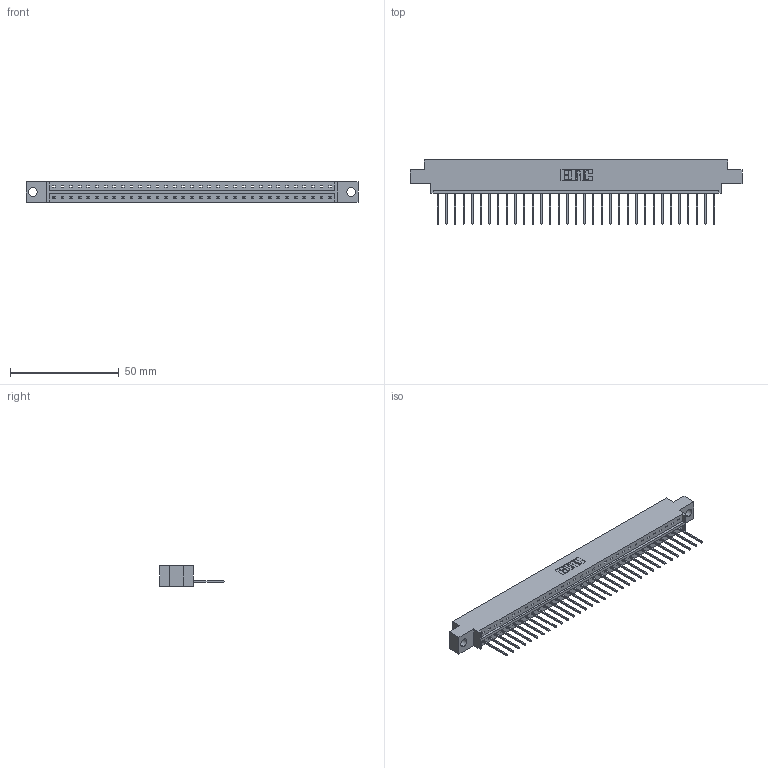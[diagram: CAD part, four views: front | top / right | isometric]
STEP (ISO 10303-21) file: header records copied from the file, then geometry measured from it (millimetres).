
FILE_DESCRIPTION (( 'STEP AP203' ), '1' );
FILE_NAME ('333-033-540-604.STEP', '2018-08-02T21:15:16', ( '' ), ( '' ), 'SwSTEP 2.0', 'SolidWorks 2016', '' );
FILE_SCHEMA (( 'CONFIG_CONTROL_DESIGN' ));
Length unit declared in the file: inch
Products named in the file (3): 333 Part_Offset - .156 Dia - TH; 345-292-001_345-293-140; 333-033-540-604
Assembly tree (34 placements, depth 2):
  333-033-540-604
    333 Part_Offset - .156 Dia - TH
    345-292-001_345-293-140  x33
Bounding box: 152.3 x 29.47 x 9.4 mm (x, y, z)
Volume: 14977.2 mm3; surface area: 16473.1 mm2
Topology: 34 solids, 34 shells, 2032 faces, 6131 edges, 4042 vertices
Faces by surface type: plane 1460, cylinder 572
Entity records: 21491 total; most frequent: CARTESIAN_POINT 3717, ORIENTED_EDGE 3686, DIRECTION 3153, EDGE_CURVE 1843, VECTOR 1715, LINE 1715, VERTEX_POINT 1226, AXIS2_PLACEMENT_3D 719
